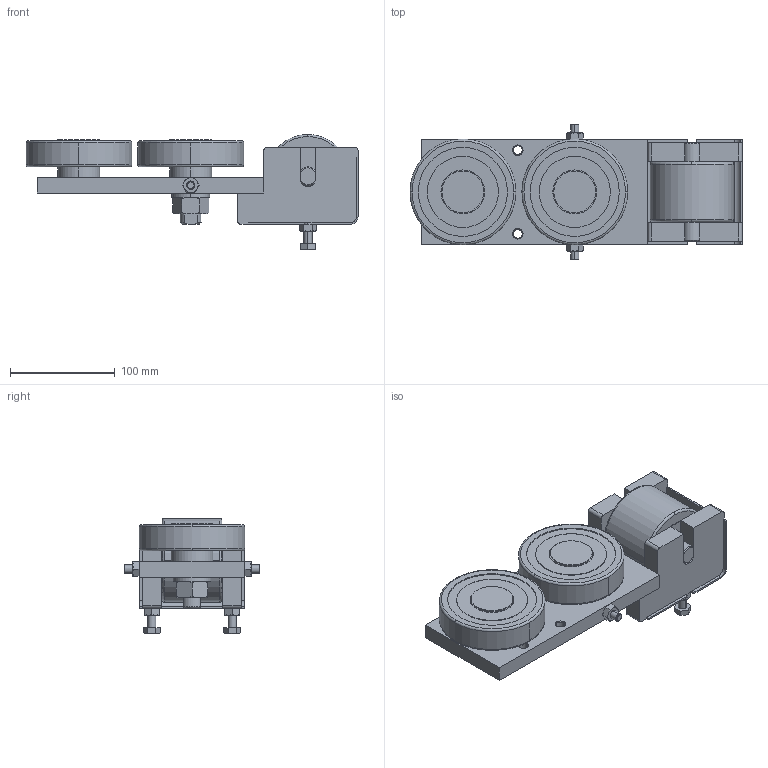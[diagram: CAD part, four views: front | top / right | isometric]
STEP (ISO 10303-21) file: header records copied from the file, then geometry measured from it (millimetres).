
FILE_DESCRIPTION(('STEP AP214'),'1');
FILE_NAME('jt-pa_1012_d_0_d2_0.stp','2016-05-20T12:38:44',('TraceParts'),('TraceParts S.A.'),'Spatial InterOp 3D',' ',' ');
FILE_SCHEMA(('automotive_design'));
Length unit declared in the file: millimetre
Products named in the file (6): 1; wheel3; wheel11; wheel12; 2
Bounding box: 317.6 x 130 x 110.05 mm (x, y, z)
Volume: 1314818.8 mm3; surface area: 210772 mm2
Topology: 6 solids, 6 shells, 378 faces, 894 edges, 552 vertices
Faces by surface type: plane 146, cone 116, cylinder 104, torus 12
Entity records: 14323 total; most frequent: CARTESIAN_POINT 2634, DIRECTION 1846, ORIENTED_EDGE 1788, EDGE_CURVE 894, AXIS2_PLACEMENT_3D 738, VERTEX_POINT 552, EDGE_LOOP 428, STYLED_ITEM 382
